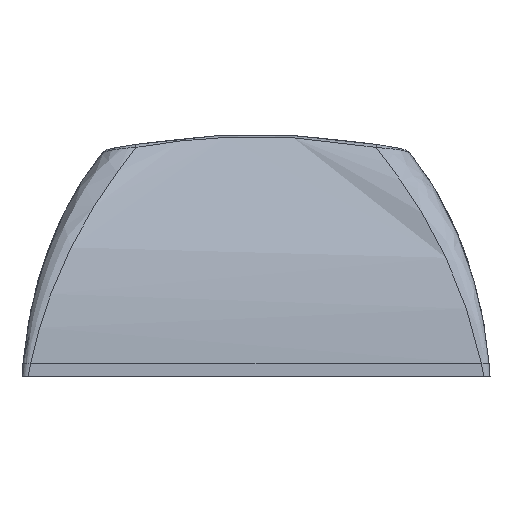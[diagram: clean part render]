
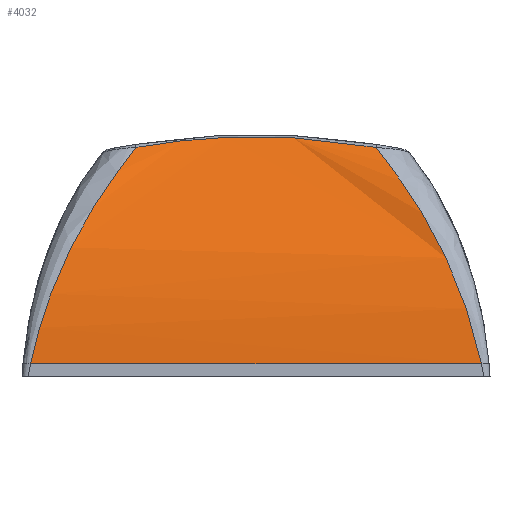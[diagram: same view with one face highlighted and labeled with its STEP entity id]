
A CAD part, left-side view. The second image highlights one B-rep face of the part: STEP entity #4032.
In plain terms, the highlighted free-form (B-spline) face has degree [3, 1] with [7, 2] control points.
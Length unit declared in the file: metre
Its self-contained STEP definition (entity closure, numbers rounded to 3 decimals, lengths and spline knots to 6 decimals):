
#35=B_SPLINE_SURFACE_WITH_KNOTS('',3,1,((#7619,#7620),(#7621,#7622),(#7623,
#7624),(#7625,#7626),(#7627,#7628),(#7629,#7630),(#7631,#7632)),
 .SURF_OF_LINEAR_EXTRUSION.,.F.,.F.,.F.,(4,1,1,1,4),(2,2),(0.,0.224064,
0.448128,0.672193,0.896257),(0.,1.),
 .UNSPECIFIED.);
#62=B_SPLINE_CURVE_WITH_KNOTS('',3,(#6679,#6680,#6681,#6682,#6683,#6684,
#6685,#6686),.UNSPECIFIED.,.F.,.F.,(4,1,1,1,1,4),(0.,0.25,0.5,0.625,0.75,
1.),.UNSPECIFIED.);
#80=B_SPLINE_CURVE_WITH_KNOTS('',3,(#7414,#7415,#7416,#7417,#7418,#7419,
#7420,#7421,#7422,#7423,#7424,#7425,#7426,#7427,#7428,#7429,#7430,#7431,
#7432,#7433,#7434,#7435,#7436),.UNSPECIFIED.,.F.,.F.,(4,1,1,1,1,1,1,1,1,
1,1,1,1,1,1,1,1,1,1,1,4),(0.,0.25,0.375,0.4375,0.5,0.5625,0.625,0.6875,
0.71875,0.734375,0.75,0.765625,0.78125,0.8125,0.84375,0.859375,0.875,0.890625,
0.90625,0.9375,1.),.UNSPECIFIED.);
#81=B_SPLINE_CURVE_WITH_KNOTS('',3,(#7521,#7522,#7523,#7524,#7525,#7526,
#7527,#7528,#7529,#7530,#7531,#7532,#7533,#7534,#7535,#7536,#7537,#7538,
#7539,#7540),.UNSPECIFIED.,.F.,.F.,(4,1,1,1,1,1,1,1,1,1,1,1,1,1,1,1,1,4),
(0.,0.0625,0.09375,0.125,0.1875,0.21875,0.234375,0.25,0.265625,0.28125,
0.3125,0.375,0.4375,0.5,0.5625,0.625,0.75,1.),.UNSPECIFIED.);
#1173=ORIENTED_EDGE('',*,*,#1798,.T.);
#1174=ORIENTED_EDGE('',*,*,#1765,.T.);
#1175=ORIENTED_EDGE('',*,*,#1799,.T.);
#1176=ORIENTED_EDGE('',*,*,#1805,.T.);
#1765=EDGE_CURVE('',#2144,#2140,#62,.T.);
#1798=EDGE_CURVE('',#2162,#2144,#80,.T.);
#1799=EDGE_CURVE('',#2140,#2165,#81,.T.);
#1805=EDGE_CURVE('',#2165,#2162,#2648,.T.);
#2140=VERTEX_POINT('',#6593);
#2144=VERTEX_POINT('',#6668);
#2162=VERTEX_POINT('',#7299);
#2165=VERTEX_POINT('',#7541);
#2648=LINE('',#7633,#3133);
#3133=VECTOR('',#5210,1.);
#3367=EDGE_LOOP('',(#1173,#1174,#1175,#1176));
#3611=FACE_BOUND('',#3367,.T.);
#4032=ADVANCED_FACE('',(#3611),#35,.T.);
#5210=DIRECTION('',(0.,-1.,0.));
#6593=CARTESIAN_POINT('',(0.070435,0.014444,0.008959));
#6668=CARTESIAN_POINT('',(0.070435,0.005071,0.008959));
#6679=CARTESIAN_POINT('',(0.070435,0.005071,0.008959));
#6680=CARTESIAN_POINT('',(0.070586,0.005917,0.009109));
#6681=CARTESIAN_POINT('',(0.070825,0.007551,0.009314));
#6682=CARTESIAN_POINT('',(0.070929,0.009426,0.009391));
#6683=CARTESIAN_POINT('',(0.070886,0.010869,0.009359));
#6684=CARTESIAN_POINT('',(0.070763,0.012398,0.009261));
#6685=CARTESIAN_POINT('',(0.070584,0.013607,0.009107));
#6686=CARTESIAN_POINT('',(0.070435,0.014444,0.008959));
#7299=CARTESIAN_POINT('',(0.067115,0.000959,0.000508));
#7414=CARTESIAN_POINT('',(0.067115,0.000959,0.000508));
#7415=CARTESIAN_POINT('',(0.067191,0.001144,0.001382));
#7416=CARTESIAN_POINT('',(0.067389,0.001489,0.002587));
#7417=CARTESIAN_POINT('',(0.06775,0.002012,0.003915));
#7418=CARTESIAN_POINT('',(0.067988,0.00234,0.004648));
#7419=CARTESIAN_POINT('',(0.068196,0.002618,0.005218));
#7420=CARTESIAN_POINT('',(0.068376,0.002854,0.005664));
#7421=CARTESIAN_POINT('',(0.068595,0.003135,0.006163));
#7422=CARTESIAN_POINT('',(0.068795,0.003385,0.006579));
#7423=CARTESIAN_POINT('',(0.068953,0.003576,0.00688));
#7424=CARTESIAN_POINT('',(0.069043,0.003683,0.007044));
#7425=CARTESIAN_POINT('',(0.069125,0.00378,0.00719));
#7426=CARTESIAN_POINT('',(0.06916,0.00382,0.00725));
#7427=CARTESIAN_POINT('',(0.069231,0.003903,0.007372));
#7428=CARTESIAN_POINT('',(0.069328,0.004014,0.007532));
#7429=CARTESIAN_POINT('',(0.069444,0.004143,0.007715));
#7430=CARTESIAN_POINT('',(0.069554,0.004262,0.00788));
#7431=CARTESIAN_POINT('',(0.069632,0.004345,0.007993));
#7432=CARTESIAN_POINT('',(0.069762,0.004479,0.008174));
#7433=CARTESIAN_POINT('',(0.069911,0.004624,0.00837));
#7434=CARTESIAN_POINT('',(0.070163,0.004857,0.008679));
#7435=CARTESIAN_POINT('',(0.070339,0.004999,0.008864));
#7436=CARTESIAN_POINT('',(0.070435,0.005071,0.008959));
#7521=CARTESIAN_POINT('',(0.070435,0.014445,0.008959));
#7522=CARTESIAN_POINT('',(0.070338,0.014517,0.008863));
#7523=CARTESIAN_POINT('',(0.070167,0.014656,0.008682));
#7524=CARTESIAN_POINT('',(0.069906,0.014894,0.008366));
#7525=CARTESIAN_POINT('',(0.06961,0.015188,0.007972));
#7526=CARTESIAN_POINT('',(0.069378,0.015444,0.007615));
#7527=CARTESIAN_POINT('',(0.069234,0.015609,0.007378));
#7528=CARTESIAN_POINT('',(0.06916,0.015695,0.007251));
#7529=CARTESIAN_POINT('',(0.069125,0.015736,0.007191));
#7530=CARTESIAN_POINT('',(0.069043,0.015833,0.007045));
#7531=CARTESIAN_POINT('',(0.068953,0.01594,0.00688));
#7532=CARTESIAN_POINT('',(0.068796,0.016131,0.00658));
#7533=CARTESIAN_POINT('',(0.068595,0.016381,0.006164));
#7534=CARTESIAN_POINT('',(0.068376,0.016662,0.005665));
#7535=CARTESIAN_POINT('',(0.068197,0.016898,0.005219));
#7536=CARTESIAN_POINT('',(0.067988,0.017175,0.00465));
#7537=CARTESIAN_POINT('',(0.06775,0.017503,0.003917));
#7538=CARTESIAN_POINT('',(0.06739,0.018026,0.002589));
#7539=CARTESIAN_POINT('',(0.067191,0.018371,0.001383));
#7540=CARTESIAN_POINT('',(0.067115,0.018557,0.000508));
#7541=CARTESIAN_POINT('',(0.067115,0.018556,0.000508));
#7619=CARTESIAN_POINT('',(0.067115,0.000853,0.000508));
#7620=CARTESIAN_POINT('',(0.067115,0.018663,0.000508));
#7621=CARTESIAN_POINT('',(0.067177,0.000853,0.001221));
#7622=CARTESIAN_POINT('',(0.067177,0.018663,0.001221));
#7623=CARTESIAN_POINT('',(0.067383,0.000853,0.002625));
#7624=CARTESIAN_POINT('',(0.067383,0.018663,0.002625));
#7625=CARTESIAN_POINT('',(0.06799,0.000853,0.004813));
#7626=CARTESIAN_POINT('',(0.06799,0.018663,0.004813));
#7627=CARTESIAN_POINT('',(0.069048,0.000853,0.007266));
#7628=CARTESIAN_POINT('',(0.069048,0.018663,0.007266));
#7629=CARTESIAN_POINT('',(0.070214,0.000853,0.00886));
#7630=CARTESIAN_POINT('',(0.070214,0.018663,0.00886));
#7631=CARTESIAN_POINT('',(0.070962,0.000853,0.009416));
#7632=CARTESIAN_POINT('',(0.070962,0.018663,0.009416));
#7633=CARTESIAN_POINT('',(0.067115,-0.000342,0.000508));
